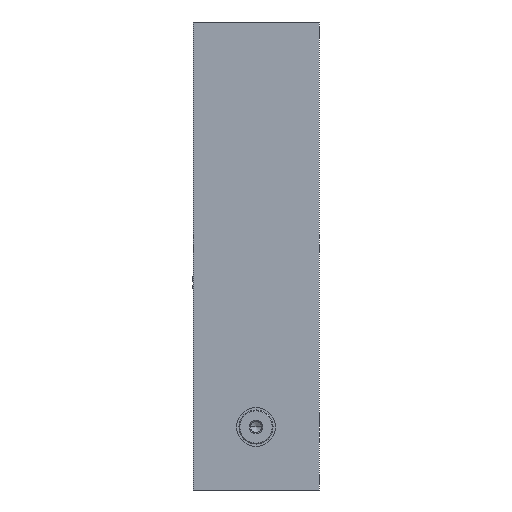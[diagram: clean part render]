
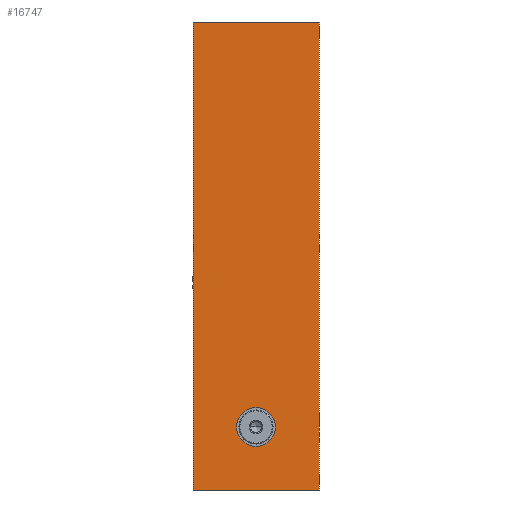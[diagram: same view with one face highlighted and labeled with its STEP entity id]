
A CAD part, left-side view. The second image highlights one B-rep face of the part: STEP entity #16747.
In plain terms, the highlighted planar face has unit normal (-1, 0, 0).
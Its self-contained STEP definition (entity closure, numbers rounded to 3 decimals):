
#1480=DIRECTION('',(0.,1.,0.));
#1481=VECTOR('',#1480,70.);
#1482=CARTESIAN_POINT('',(-35.,-35.,130.));
#1483=LINE('',#1482,#1481);
#3002=DIRECTION('',(0.,1.,0.));
#3003=VECTOR('',#3002,70.);
#3004=CARTESIAN_POINT('',(-35.,-35.,-130.));
#3005=LINE('',#3004,#3003);
#3006=DIRECTION('',(0.,0.,1.));
#3007=VECTOR('',#3006,260.);
#3008=CARTESIAN_POINT('',(-35.,35.,-130.));
#3009=LINE('',#3008,#3007);
#3010=CARTESIAN_POINT('',(-35.,0.,-95.));
#3011=DIRECTION('',(-1.,0.,0.));
#3012=DIRECTION('',(0.,1.,0.));
#3013=AXIS2_PLACEMENT_3D('',#3010,#3011,#3012);
#3015=CARTESIAN_POINT('',(-35.,0.,-95.));
#3016=DIRECTION('',(-1.,0.,0.));
#3017=DIRECTION('',(0.,-1.,0.));
#3018=AXIS2_PLACEMENT_3D('',#3015,#3016,#3017);
#3024=DIRECTION('',(0.,0.,1.));
#3025=VECTOR('',#3024,260.);
#3026=CARTESIAN_POINT('',(-35.,-35.,-130.));
#3027=LINE('',#3026,#3025);
#12071=CARTESIAN_POINT('',(-35.,-35.,130.));
#12072=VERTEX_POINT('',#12071);
#12073=CARTESIAN_POINT('',(-35.,35.,130.));
#12074=VERTEX_POINT('',#12073);
#12135=CARTESIAN_POINT('',(-35.,35.,-130.));
#12136=VERTEX_POINT('',#12135);
#12137=CARTESIAN_POINT('',(-35.,-35.,-130.));
#12138=VERTEX_POINT('',#12137);
#12283=CARTESIAN_POINT('',(-35.,10.75,-95.));
#12284=CARTESIAN_POINT('',(-35.,-10.75,-95.));
#12285=VERTEX_POINT('',#12283);
#12286=VERTEX_POINT('',#12284);
#16729=CARTESIAN_POINT('',(-35.,35.,130.));
#16730=DIRECTION('',(1.,0.,0.));
#16731=DIRECTION('',(0.,1.,0.));
#16732=AXIS2_PLACEMENT_3D('',#16729,#16730,#16731);
#16733=PLANE('',#16732);
#16734=ORIENTED_EDGE('',*,*,#16393,.T.);
#16735=ORIENTED_EDGE('',*,*,#16520,.T.);
#16736=ORIENTED_EDGE('',*,*,#15762,.F.);
#16738=ORIENTED_EDGE('',*,*,#16737,.F.);
#16739=EDGE_LOOP('',(#16734,#16735,#16736,#16738));
#16740=FACE_OUTER_BOUND('',#16739,.F.);
#16742=ORIENTED_EDGE('',*,*,#16741,.T.);
#16744=ORIENTED_EDGE('',*,*,#16743,.T.);
#16745=EDGE_LOOP('',(#16742,#16744));
#16746=FACE_BOUND('',#16745,.F.);
#16747=ADVANCED_FACE('',(#16740,#16746),#16733,.F.);
#3014=CIRCLE('',#3013,10.75);
#3019=CIRCLE('',#3018,10.75);
#15762=EDGE_CURVE('',#12072,#12074,#1483,.T.);
#16393=EDGE_CURVE('',#12138,#12136,#3005,.T.);
#16520=EDGE_CURVE('',#12136,#12074,#3009,.T.);
#16737=EDGE_CURVE('',#12138,#12072,#3027,.T.);
#16741=EDGE_CURVE('',#12285,#12286,#3014,.T.);
#16743=EDGE_CURVE('',#12286,#12285,#3019,.T.);
